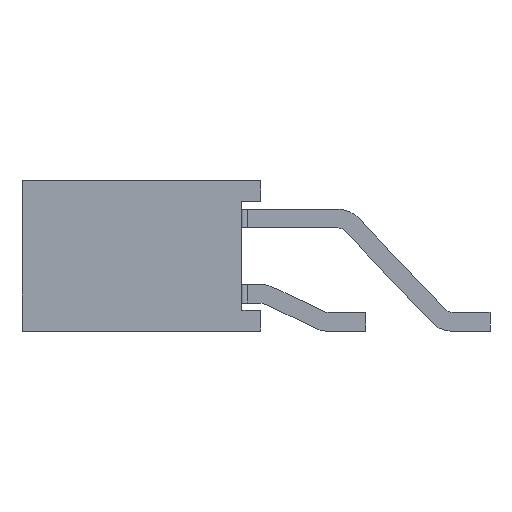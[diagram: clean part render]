
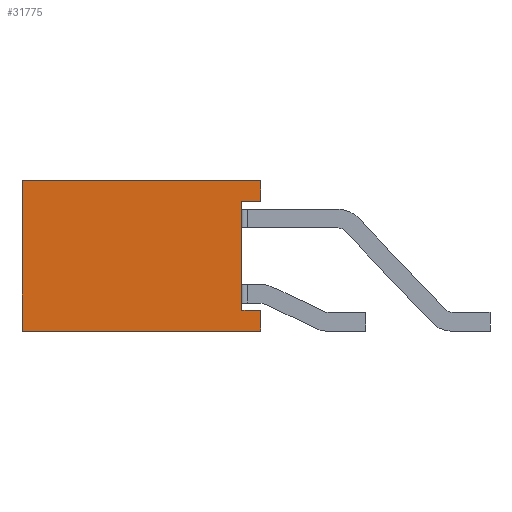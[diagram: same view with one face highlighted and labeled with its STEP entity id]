
A CAD part, left-side view. The second image highlights one B-rep face of the part: STEP entity #31775.
In plain terms, the highlighted face is planar.
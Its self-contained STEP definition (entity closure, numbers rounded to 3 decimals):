
#2600=ORIENTED_EDGE('',*,*,#9308,.T.);
#2601=ORIENTED_EDGE('',*,*,#9309,.T.);
#2602=ORIENTED_EDGE('',*,*,#9310,.T.);
#2603=ORIENTED_EDGE('',*,*,#9311,.T.);
#2604=ORIENTED_EDGE('',*,*,#9312,.T.);
#2605=ORIENTED_EDGE('',*,*,#9313,.T.);
#2606=ORIENTED_EDGE('',*,*,#9314,.T.);
#2607=ORIENTED_EDGE('',*,*,#9315,.T.);
#9308=EDGE_CURVE('',#12608,#12609,#15132,.T.);
#9309=EDGE_CURVE('',#12609,#12610,#15133,.T.);
#9310=EDGE_CURVE('',#12610,#12611,#15134,.T.);
#9311=EDGE_CURVE('',#12611,#12612,#15135,.T.);
#9312=EDGE_CURVE('',#12612,#12613,#15136,.T.);
#9313=EDGE_CURVE('',#12613,#12614,#15137,.T.);
#9314=EDGE_CURVE('',#12614,#12615,#15138,.T.);
#9315=EDGE_CURVE('',#12615,#12608,#15139,.T.);
#12608=VERTEX_POINT('',#43570);
#12609=VERTEX_POINT('',#43571);
#12610=VERTEX_POINT('',#43573);
#12611=VERTEX_POINT('',#43575);
#12612=VERTEX_POINT('',#43577);
#12613=VERTEX_POINT('',#43579);
#12614=VERTEX_POINT('',#43581);
#12615=VERTEX_POINT('',#43583);
#15132=LINE('',#43569,#17964);
#15133=LINE('',#43572,#17965);
#15134=LINE('',#43574,#17966);
#15135=LINE('',#43576,#17967);
#15136=LINE('',#43578,#17968);
#15137=LINE('',#43580,#17969);
#15138=LINE('',#43582,#17970);
#15139=LINE('',#43584,#17971);
#17964=VECTOR('',#36364,1000.);
#17965=VECTOR('',#36365,1000.);
#17966=VECTOR('',#36366,1000.);
#17967=VECTOR('',#36367,1000.);
#17968=VECTOR('',#36368,1000.);
#17969=VECTOR('',#36369,1000.);
#17970=VECTOR('',#36370,1000.);
#17971=VECTOR('',#36371,1000.);
#20057=EDGE_LOOP('',(#2600,#2601,#2602,#2603,#2604,#2605,#2606,#2607));
#21315=FACE_BOUND('',#20057,.T.);
#22501=PLANE('',#33028);
#31775=ADVANCED_FACE('',(#21315),#22501,.T.);
#33028=AXIS2_PLACEMENT_3D('',#43568,#36362,#36363);
#36362=DIRECTION('',(1.,0.,0.));
#36363=DIRECTION('',(0.,0.,-1.));
#36364=DIRECTION('',(0.,0.,-1.));
#36365=DIRECTION('',(0.,1.,0.));
#36366=DIRECTION('',(0.,0.,1.));
#36367=DIRECTION('',(0.,-1.,0.));
#36368=DIRECTION('',(0.,0.,1.));
#36369=DIRECTION('',(0.,1.,0.));
#36370=DIRECTION('',(0.,0.,1.));
#36371=DIRECTION('',(0.,-1.,0.));
#43568=CARTESIAN_POINT('',(6.15,0.,0.));
#43569=CARTESIAN_POINT('',(6.15,-3.175,2.));
#43570=CARTESIAN_POINT('',(6.15,-3.175,2.));
#43571=CARTESIAN_POINT('',(6.15,-3.175,-2.));
#43572=CARTESIAN_POINT('',(6.15,-3.175,-2.));
#43573=CARTESIAN_POINT('',(6.15,3.175,-2.));
#43574=CARTESIAN_POINT('',(6.15,3.175,-2.));
#43575=CARTESIAN_POINT('',(6.15,3.175,-1.45));
#43576=CARTESIAN_POINT('',(6.15,2.675,-1.45));
#43577=CARTESIAN_POINT('',(6.15,2.675,-1.45));
#43578=CARTESIAN_POINT('',(6.15,2.675,1.45));
#43579=CARTESIAN_POINT('',(6.15,2.675,1.45));
#43580=CARTESIAN_POINT('',(6.15,3.175,1.45));
#43581=CARTESIAN_POINT('',(6.15,3.175,1.45));
#43582=CARTESIAN_POINT('',(6.15,3.175,1.45));
#43583=CARTESIAN_POINT('',(6.15,3.175,2.));
#43584=CARTESIAN_POINT('',(6.15,3.175,2.));
